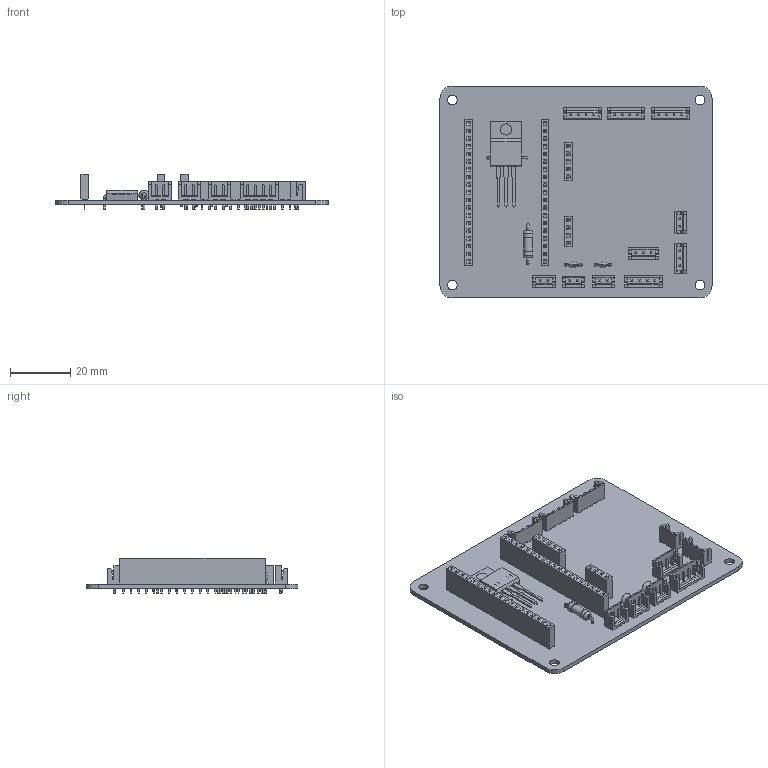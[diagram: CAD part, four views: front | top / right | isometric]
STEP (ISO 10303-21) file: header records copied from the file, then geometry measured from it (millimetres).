
FILE_DESCRIPTION(('KiCad electronic assembly'),'2;1');
FILE_NAME('FINAL PROJ.step','2025-06-06T13:33:16',('Pcbnew'),('Kicad'), 'Open CASCADE STEP processor 7.8','KiCad to STEP converter','Unknown' );
FILE_SCHEMA(('AUTOMOTIVE_DESIGN { 1 0 10303 214 1 1 1 1 }'));
Length unit declared in the file: millimetre
Products named in the file (11): FINAL PROJ 1; JST_EH_B3B-EH-A_1x03_P2.50mm_Vertical; JST_EH_B2B-EH-A_1x02_P2.50mm_Vertical; TO-220-3_Vertical; R_Axial_DIN0309_L9.0mm_D3.2mm_P12.70mm_Horizontal; PinSocket_1x19_P2.54mm_Vertical; PinSocket_1x04_P2.54mm_Vertical; JST_EH_B4B-EH-A_1x04_P2.50mm_Vertical; C_Disc_D4.3mm_W1.9mm_P5.00mm; PinSocket_1x05_P2.54mm_Vertical; FINAL PROJ_PCB
Assembly tree (20 placements, depth 2):
  FINAL PROJ 1
    JST_EH_B3B-EH-A_1x03_P2.50mm_Vertical  x2
    JST_EH_B2B-EH-A_1x02_P2.50mm_Vertical  x4
    TO-220-3_Vertical
    R_Axial_DIN0309_L9.0mm_D3.2mm_P12.70mm_Horizontal  x2
    PinSocket_1x19_P2.54mm_Vertical  x2
    PinSocket_1x04_P2.54mm_Vertical
    JST_EH_B4B-EH-A_1x04_P2.50mm_Vertical  x4
    C_Disc_D4.3mm_W1.9mm_P5.00mm  x2
    PinSocket_1x05_P2.54mm_Vertical
    FINAL PROJ_PCB
Bounding box: 90 x 70 x 11.7 mm (x, y, z)
Volume: 13396.3 mm3; surface area: 21628 mm2
Topology: 20 solids, 20 shells, 2506 faces, 6554 edges, 4246 vertices
Faces by surface type: plane 2371, cylinder 119, torus 8, revolution 4, sphere 4
Full cylindrical faces by diameter (mm): 0.5 x8, 0.7 x8, 0.8 x8, 0.95 x22, 1 x55, 1.1 x3, 2.88 x2, 3.2 x8, 3.735 x1
Entity records: 50044 total; most frequent: CARTESIAN_POINT 6907, ORIENTED_EDGE 6560, DIRECTION 6039, EDGE_CURVE 3280, LINE 3047, VECTOR 3047, VERTEX_POINT 2131, FACE_BOUND 1511
